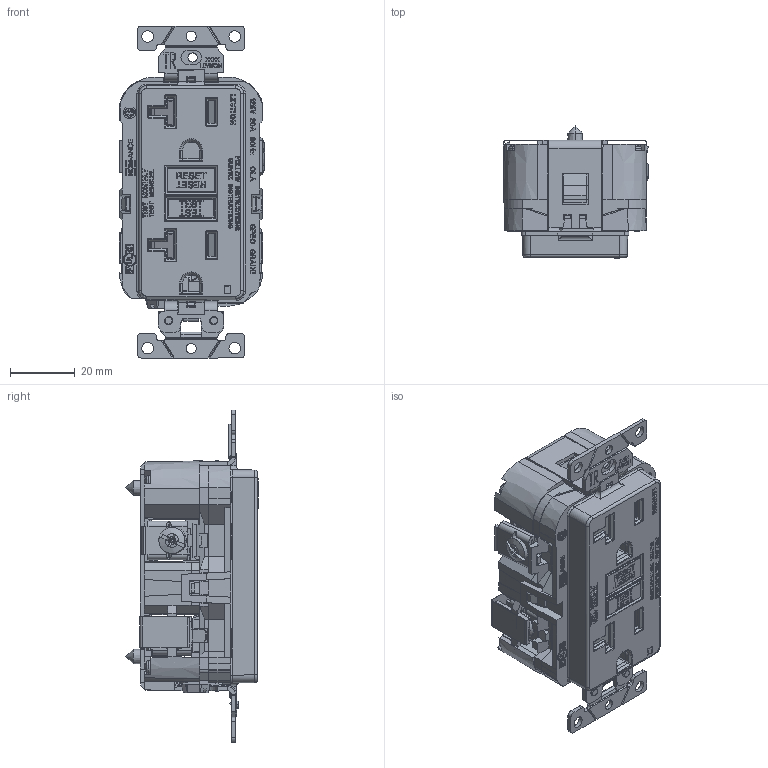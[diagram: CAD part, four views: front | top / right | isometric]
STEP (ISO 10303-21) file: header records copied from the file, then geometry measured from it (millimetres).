
FILE_DESCRIPTION (( 'STEP AP214' ), '1' );
FILE_NAME ('CATSTD-GFTR2-000-M01.STEP', '2020-08-25T14:11:16', ( '' ), ( '' ), 'SwSTEP 2.0', 'SolidWorks 2020', '' );
FILE_SCHEMA (( 'AUTOMOTIVE_DESIGN' ));
Length unit declared in the file: inch
Products named in the file (1): CATSTD-GFTR2-000-M01
Bounding box: 45.02 x 41.01 x 102.95 mm (x, y, z)
Surface area: 32335.9 mm2 (no closed solid volume)
Topology: 0 solids, 78 shells, 4662 faces, 21202 edges, 16002 vertices
Faces by surface type: plane 3199, bspline 983, cylinder 402, cone 62, torus 9, sphere 7
Entity records: 345562 total; most frequent: CARTESIAN_POINT 133235, ORIENTED_EDGE 30971, DIRECTION 23758, EDGE_CURVE 21198, VERTEX_POINT 16002, LINE 14652, VECTOR 14652, EDGE_LOOP 5279
